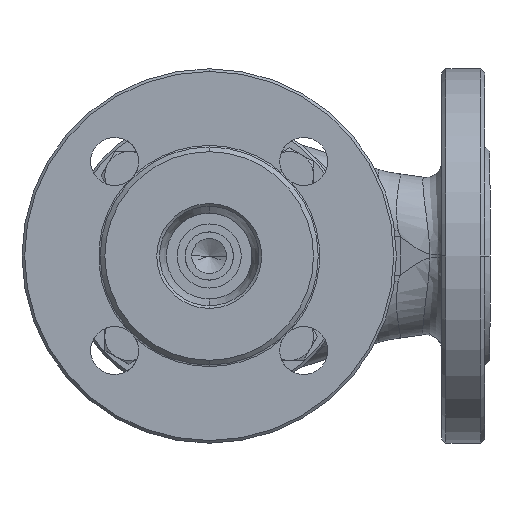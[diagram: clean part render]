
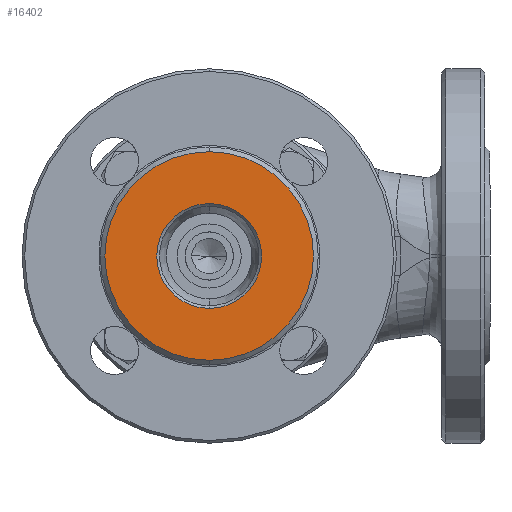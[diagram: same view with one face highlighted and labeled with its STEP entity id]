
A CAD part, front view. The second image highlights one B-rep face of the part: STEP entity #16402.
In plain terms, the highlighted planar face has unit normal (0, -1, 0).
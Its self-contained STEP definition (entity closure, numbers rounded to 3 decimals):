
#366 = EDGE_CURVE ( 'NONE', #367, #379, #71421, .T. ) ;
#367 = VERTEX_POINT ( 'NONE', #71415 ) ;
#379 = VERTEX_POINT ( 'NONE', #71347 ) ;
#16402 = ADVANCED_FACE ( 'NONE', ( #36314, #36313 ), #36181, .F. ) ;
#16403 = EDGE_LOOP ( 'NONE', ( #16404, #16405 ) ) ;
#16404 = ORIENTED_EDGE ( 'NONE', *, *, #366, .T. ) ;
#16405 = ORIENTED_EDGE ( 'NONE', *, *, #16406, .T. ) ;
#16406 = EDGE_CURVE ( 'NONE', #379, #367, #36178, .T. ) ;
#16407 = EDGE_LOOP ( 'NONE', ( #16435, #16436 ) ) ;
#16435 = ORIENTED_EDGE ( 'NONE', *, *, #16814, .F. ) ;
#16436 = ORIENTED_EDGE ( 'NONE', *, *, #16437, .F. ) ;
#16437 = EDGE_CURVE ( 'NONE', #16816, #16815, #36283, .T. ) ;
#16814 = EDGE_CURVE ( 'NONE', #16815, #16816, #59150, .T. ) ;
#16815 = VERTEX_POINT ( 'NONE', #59145 ) ;
#16816 = VERTEX_POINT ( 'NONE', #59144 ) ;
#36161 = DIRECTION ( 'NONE',  ( 0., 0., -1. ) ) ;
#36163 = DIRECTION ( 'NONE',  ( 0., 1., 0. ) ) ;
#36165 = CARTESIAN_POINT ( 'NONE',  ( 0., -77.2, 0. ) ) ;
#36167 = AXIS2_PLACEMENT_3D ( 'NONE', #36165, #36163, #36161 ) ;
#36171 = DIRECTION ( 'NONE',  ( 0., 0., -1. ) ) ;
#36173 = DIRECTION ( 'NONE',  ( 0., 1., 0. ) ) ;
#36175 = CARTESIAN_POINT ( 'NONE',  ( 0., -77.2, 0. ) ) ;
#36177 = AXIS2_PLACEMENT_3D ( 'NONE', #36175, #36173, #36171 ) ;
#36178 = CIRCLE ( 'NONE', #36167, 19.6 ) ;
#36181 = PLANE ( 'NONE',  #36177 ) ;
#36275 = DIRECTION ( 'NONE',  ( 0., 0., -1. ) ) ;
#36278 = DIRECTION ( 'NONE',  ( 0., 1., 0. ) ) ;
#36279 = CARTESIAN_POINT ( 'NONE',  ( 0., -77.2, 0. ) ) ;
#36281 = AXIS2_PLACEMENT_3D ( 'NONE', #36279, #36278, #36275 ) ;
#36283 = CIRCLE ( 'NONE', #36281, 39. ) ;
#36313 = FACE_OUTER_BOUND ( 'NONE', #16407, .T. ) ;
#36314 = FACE_BOUND ( 'NONE', #16403, .T. ) ;
#59144 = CARTESIAN_POINT ( 'NONE',  ( 0., -77.2, 39. ) ) ;
#59145 = CARTESIAN_POINT ( 'NONE',  ( 0., -77.2, -39. ) ) ;
#59146 = DIRECTION ( 'NONE',  ( 0., 0., -1. ) ) ;
#59147 = DIRECTION ( 'NONE',  ( 0., 1., 0. ) ) ;
#59148 = CARTESIAN_POINT ( 'NONE',  ( 0., -77.2, 0. ) ) ;
#59149 = AXIS2_PLACEMENT_3D ( 'NONE', #59148, #59147, #59146 ) ;
#59150 = CIRCLE ( 'NONE', #59149, 39. ) ;
#71347 = CARTESIAN_POINT ( 'NONE',  ( 0., -77.2, -19.6 ) ) ;
#71415 = CARTESIAN_POINT ( 'NONE',  ( 0., -77.2, 19.6 ) ) ;
#71416 = DIRECTION ( 'NONE',  ( 0., 0., -1. ) ) ;
#71418 = DIRECTION ( 'NONE',  ( 0., 1., 0. ) ) ;
#71419 = CARTESIAN_POINT ( 'NONE',  ( 0., -77.2, 0. ) ) ;
#71420 = AXIS2_PLACEMENT_3D ( 'NONE', #71419, #71418, #71416 ) ;
#71421 = CIRCLE ( 'NONE', #71420, 19.6 ) ;
